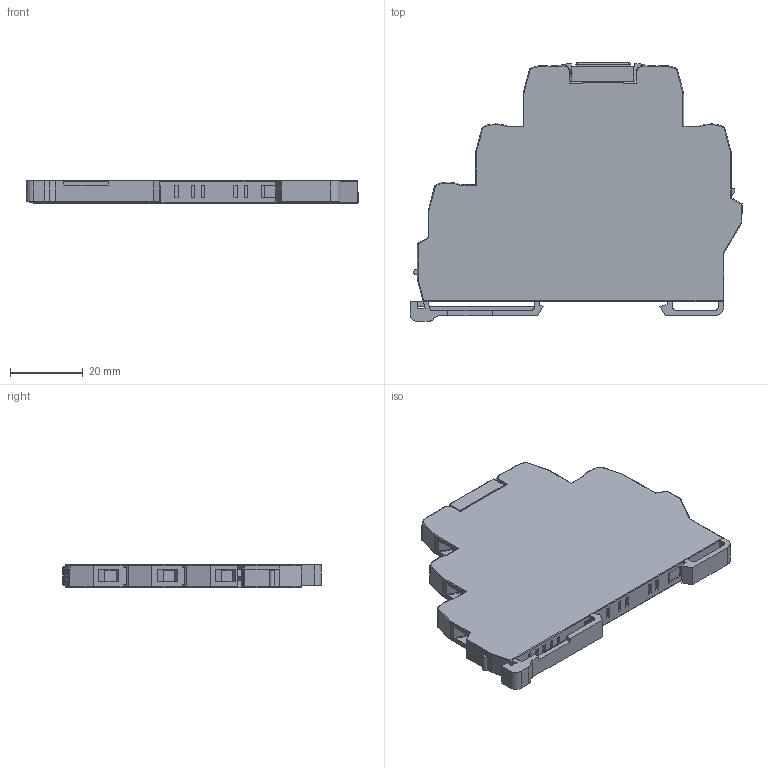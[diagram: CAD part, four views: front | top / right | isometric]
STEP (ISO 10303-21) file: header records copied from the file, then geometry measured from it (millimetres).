
FILE_DESCRIPTION (( 'STEP AP203' ), '1' );
FILE_NAME ('52040.step', '2020-08-19T13:42:03', ( '' ), ( '' ), 'SwSTEP 2.0', 'SolidWorks 2019', '' );
FILE_SCHEMA (( 'CONFIG_CONTROL_DESIGN' ));
Length unit declared in the file: inch
Products named in the file (1): 52040
Bounding box: 91 x 70.9 x 6.2 mm (x, y, z)
Volume: 27959.6 mm3; surface area: 12984.8 mm2
Topology: 2 solids, 2 shells, 566 faces, 1495 edges, 937 vertices
Faces by surface type: plane 351, cylinder 147, bspline 66, cone 2
Entity records: 20913 total; most frequent: CARTESIAN_POINT 7919, ORIENTED_EDGE 2972, DIRECTION 2167, EDGE_CURVE 1486, LINE 1025, VECTOR 1025, VERTEX_POINT 937, EDGE_LOOP 593
